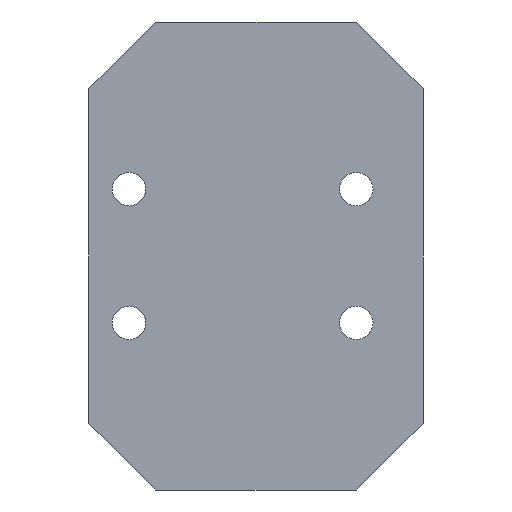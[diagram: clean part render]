
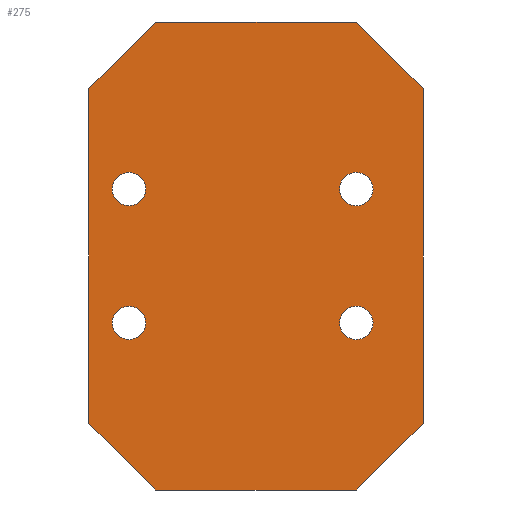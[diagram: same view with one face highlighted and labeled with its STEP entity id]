
A CAD part, front view. The second image highlights one B-rep face of the part: STEP entity #275.
In plain terms, the highlighted planar face has unit normal (0, -1, 0).
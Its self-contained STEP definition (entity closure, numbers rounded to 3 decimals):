
#4 = EDGE_CURVE ( 'NONE', #838, #974, #150, .T. ) ;
#21 = CARTESIAN_POINT ( 'NONE',  ( 15., 0., 35. ) ) ;
#42 = VECTOR ( 'NONE', #451, 1000. ) ;
#50 = DIRECTION ( 'NONE',  ( 0., 0., 1. ) ) ;
#60 = ORIENTED_EDGE ( 'NONE', *, *, #471, .F. ) ;
#65 = VERTEX_POINT ( 'NONE', #588 ) ;
#70 = CARTESIAN_POINT ( 'NONE',  ( -15., 0., 35. ) ) ;
#76 = DIRECTION ( 'NONE',  ( 0., 1., 0. ) ) ;
#87 = VERTEX_POINT ( 'NONE', #403 ) ;
#103 = EDGE_CURVE ( 'NONE', #456, #112, #416, .T. ) ;
#112 = VERTEX_POINT ( 'NONE', #1091 ) ;
#132 = DIRECTION ( 'NONE',  ( 0., 1., 0. ) ) ;
#134 = ORIENTED_EDGE ( 'NONE', *, *, #4, .T. ) ;
#148 = DIRECTION ( 'NONE',  ( 0., 0., 1. ) ) ;
#150 = CIRCLE ( 'NONE', #217, 2.5 ) ;
#153 = DIRECTION ( 'NONE',  ( 0., 0., 1. ) ) ;
#155 = CARTESIAN_POINT ( 'NONE',  ( -19., 0., 7.5 ) ) ;
#158 = CARTESIAN_POINT ( 'NONE',  ( 25., 0., 35. ) ) ;
#166 = ORIENTED_EDGE ( 'NONE', *, *, #1241, .T. ) ;
#180 = AXIS2_PLACEMENT_3D ( 'NONE', #845, #258, #260 ) ;
#186 = ORIENTED_EDGE ( 'NONE', *, *, #883, .F. ) ;
#205 = DIRECTION ( 'NONE',  ( 0., 0., 1. ) ) ;
#217 = AXIS2_PLACEMENT_3D ( 'NONE', #593, #696, #893 ) ;
#232 = DIRECTION ( 'NONE',  ( 0.707, 0., -0.707 ) ) ;
#234 = ORIENTED_EDGE ( 'NONE', *, *, #676, .F. ) ;
#248 = DIRECTION ( 'NONE',  ( 0., 1., 0. ) ) ;
#258 = DIRECTION ( 'NONE',  ( 0., 1., 0. ) ) ;
#260 = DIRECTION ( 'NONE',  ( 0., 0., 1. ) ) ;
#275 = ADVANCED_FACE ( 'NONE', ( #477, #906, #387, #554, #1040 ), #1117, .F. ) ;
#314 = VERTEX_POINT ( 'NONE', #751 ) ;
#325 = LINE ( 'NONE', #70, #976 ) ;
#328 = CARTESIAN_POINT ( 'NONE',  ( -19., 0., 10. ) ) ;
#334 = DIRECTION ( 'NONE',  ( 0., 0., 1. ) ) ;
#335 = AXIS2_PLACEMENT_3D ( 'NONE', #1104, #132, #148 ) ;
#349 = VERTEX_POINT ( 'NONE', #557 ) ;
#352 = LINE ( 'NONE', #1191, #1050 ) ;
#360 = EDGE_CURVE ( 'NONE', #112, #456, #537, .T. ) ;
#372 = VECTOR ( 'NONE', #674, 1000. ) ;
#387 = FACE_BOUND ( 'NONE', #1214, .T. ) ;
#403 = CARTESIAN_POINT ( 'NONE',  ( -19., 0., -12.5 ) ) ;
#411 = ORIENTED_EDGE ( 'NONE', *, *, #716, .T. ) ;
#416 = CIRCLE ( 'NONE', #858, 2.5 ) ;
#419 = VERTEX_POINT ( 'NONE', #1039 ) ;
#425 = ORIENTED_EDGE ( 'NONE', *, *, #1234, .T. ) ;
#428 = CARTESIAN_POINT ( 'NONE',  ( -19., 0., -7.5 ) ) ;
#451 = DIRECTION ( 'NONE',  ( 0., 0., -1. ) ) ;
#456 = VERTEX_POINT ( 'NONE', #959 ) ;
#461 = CIRCLE ( 'NONE', #180, 2.5 ) ;
#464 = EDGE_CURVE ( 'NONE', #935, #1229, #635, .T. ) ;
#471 = EDGE_CURVE ( 'NONE', #935, #314, #830, .T. ) ;
#477 = FACE_BOUND ( 'NONE', #651, .T. ) ;
#484 = CIRCLE ( 'NONE', #516, 2.5 ) ;
#515 = ORIENTED_EDGE ( 'NONE', *, *, #103, .T. ) ;
#516 = AXIS2_PLACEMENT_3D ( 'NONE', #1198, #531, #153 ) ;
#519 = CIRCLE ( 'NONE', #335, 2.5 ) ;
#520 = CARTESIAN_POINT ( 'NONE',  ( 25., 0., -25. ) ) ;
#531 = DIRECTION ( 'NONE',  ( 0., 1., 0. ) ) ;
#533 = CARTESIAN_POINT ( 'NONE',  ( 0., 0., 0. ) ) ;
#537 = CIRCLE ( 'NONE', #1029, 2.5 ) ;
#542 = ORIENTED_EDGE ( 'NONE', *, *, #931, .T. ) ;
#546 = CARTESIAN_POINT ( 'NONE',  ( -19., 0., 12.5 ) ) ;
#554 = FACE_BOUND ( 'NONE', #1101, .T. ) ;
#557 = CARTESIAN_POINT ( 'NONE',  ( 15., 0., -12.5 ) ) ;
#588 = CARTESIAN_POINT ( 'NONE',  ( -25., 0., 25. ) ) ;
#593 = CARTESIAN_POINT ( 'NONE',  ( -19., 0., 10. ) ) ;
#608 = CARTESIAN_POINT ( 'NONE',  ( 15., 0., -7.5 ) ) ;
#611 = CARTESIAN_POINT ( 'NONE',  ( 25., 0., 35. ) ) ;
#621 = ORIENTED_EDGE ( 'NONE', *, *, #1121, .F. ) ;
#635 = LINE ( 'NONE', #1259, #372 ) ;
#641 = CARTESIAN_POINT ( 'NONE',  ( 25., 0., 25. ) ) ;
#651 = EDGE_LOOP ( 'NONE', ( #515, #864 ) ) ;
#656 = VERTEX_POINT ( 'NONE', #21 ) ;
#662 = CARTESIAN_POINT ( 'NONE',  ( 15., 0., 10. ) ) ;
#674 = DIRECTION ( 'NONE',  ( 0.707, 0., 0.707 ) ) ;
#676 = EDGE_CURVE ( 'NONE', #1089, #656, #1207, .T. ) ;
#688 = CARTESIAN_POINT ( 'NONE',  ( -15., 0., 35. ) ) ;
#692 = ORIENTED_EDGE ( 'NONE', *, *, #1225, .T. ) ;
#696 = DIRECTION ( 'NONE',  ( 0., 1., 0. ) ) ;
#703 = CARTESIAN_POINT ( 'NONE',  ( 15., 0., 10. ) ) ;
#705 = DIRECTION ( 'NONE',  ( 0., 1., 0. ) ) ;
#708 = DIRECTION ( 'NONE',  ( 0., 0., 1. ) ) ;
#712 = ORIENTED_EDGE ( 'NONE', *, *, #1185, .T. ) ;
#716 = EDGE_CURVE ( 'NONE', #974, #838, #1222, .T. ) ;
#728 = CARTESIAN_POINT ( 'NONE',  ( -25., 0., -25. ) ) ;
#751 = CARTESIAN_POINT ( 'NONE',  ( -15., 0., -35. ) ) ;
#759 = CIRCLE ( 'NONE', #1194, 2.5 ) ;
#769 = CARTESIAN_POINT ( 'NONE',  ( 25., 0., -35. ) ) ;
#801 = CARTESIAN_POINT ( 'NONE',  ( -25., 0., 35. ) ) ;
#822 = DIRECTION ( 'NONE',  ( 0., 1., 0. ) ) ;
#830 = LINE ( 'NONE', #769, #1116 ) ;
#838 = VERTEX_POINT ( 'NONE', #546 ) ;
#845 = CARTESIAN_POINT ( 'NONE',  ( 15., 0., -10. ) ) ;
#850 = DIRECTION ( 'NONE',  ( 0., 0., 1. ) ) ;
#852 = DIRECTION ( 'NONE',  ( -0.707, 0., -0.707 ) ) ;
#857 = VECTOR ( 'NONE', #954, 1000. ) ;
#858 = AXIS2_PLACEMENT_3D ( 'NONE', #703, #921, #708 ) ;
#864 = ORIENTED_EDGE ( 'NONE', *, *, #360, .T. ) ;
#872 = AXIS2_PLACEMENT_3D ( 'NONE', #328, #705, #1016 ) ;
#874 = DIRECTION ( 'NONE',  ( -1., 0., 0. ) ) ;
#883 = EDGE_CURVE ( 'NONE', #419, #1229, #1081, .T. ) ;
#893 = DIRECTION ( 'NONE',  ( 0., 0., 1. ) ) ;
#906 = FACE_BOUND ( 'NONE', #957, .T. ) ;
#920 = CARTESIAN_POINT ( 'NONE',  ( -19., 0., -10. ) ) ;
#921 = DIRECTION ( 'NONE',  ( 0., 1., 0. ) ) ;
#929 = DIRECTION ( 'NONE',  ( 1., 0., 0. ) ) ;
#931 = EDGE_CURVE ( 'NONE', #349, #1078, #461, .T. ) ;
#935 = VERTEX_POINT ( 'NONE', #936 ) ;
#936 = CARTESIAN_POINT ( 'NONE',  ( 15., 0., -35. ) ) ;
#950 = VECTOR ( 'NONE', #205, 1000. ) ;
#954 = DIRECTION ( 'NONE',  ( -0.707, 0., 0.707 ) ) ;
#957 = EDGE_LOOP ( 'NONE', ( #692, #542 ) ) ;
#959 = CARTESIAN_POINT ( 'NONE',  ( 15., 0., 12.5 ) ) ;
#970 = VERTEX_POINT ( 'NONE', #728 ) ;
#974 = VERTEX_POINT ( 'NONE', #155 ) ;
#976 = VECTOR ( 'NONE', #852, 1000. ) ;
#1016 = DIRECTION ( 'NONE',  ( 0., 0., 1. ) ) ;
#1027 = EDGE_CURVE ( 'NONE', #419, #656, #1239, .T. ) ;
#1029 = AXIS2_PLACEMENT_3D ( 'NONE', #662, #76, #850 ) ;
#1039 = CARTESIAN_POINT ( 'NONE',  ( 25., 0., 25. ) ) ;
#1040 = FACE_OUTER_BOUND ( 'NONE', #1071, .T. ) ;
#1043 = ORIENTED_EDGE ( 'NONE', *, *, #464, .T. ) ;
#1049 = EDGE_CURVE ( 'NONE', #1089, #65, #325, .T. ) ;
#1050 = VECTOR ( 'NONE', #232, 1000. ) ;
#1071 = EDGE_LOOP ( 'NONE', ( #621, #712, #60, #1043, #186, #1148, #234, #1137 ) ) ;
#1078 = VERTEX_POINT ( 'NONE', #608 ) ;
#1081 = LINE ( 'NONE', #158, #42 ) ;
#1089 = VERTEX_POINT ( 'NONE', #688 ) ;
#1091 = CARTESIAN_POINT ( 'NONE',  ( 15., 0., 7.5 ) ) ;
#1101 = EDGE_LOOP ( 'NONE', ( #425, #166 ) ) ;
#1104 = CARTESIAN_POINT ( 'NONE',  ( 15., 0., -10. ) ) ;
#1116 = VECTOR ( 'NONE', #874, 1000. ) ;
#1117 = PLANE ( 'NONE',  #1123 ) ;
#1121 = EDGE_CURVE ( 'NONE', #970, #65, #1252, .T. ) ;
#1123 = AXIS2_PLACEMENT_3D ( 'NONE', #533, #822, #50 ) ;
#1127 = VECTOR ( 'NONE', #929, 1000. ) ;
#1137 = ORIENTED_EDGE ( 'NONE', *, *, #1049, .T. ) ;
#1148 = ORIENTED_EDGE ( 'NONE', *, *, #1027, .T. ) ;
#1185 = EDGE_CURVE ( 'NONE', #970, #314, #352, .T. ) ;
#1191 = CARTESIAN_POINT ( 'NONE',  ( -25., 0., -25. ) ) ;
#1194 = AXIS2_PLACEMENT_3D ( 'NONE', #920, #248, #334 ) ;
#1198 = CARTESIAN_POINT ( 'NONE',  ( -19., 0., -10. ) ) ;
#1204 = VERTEX_POINT ( 'NONE', #428 ) ;
#1207 = LINE ( 'NONE', #611, #1127 ) ;
#1214 = EDGE_LOOP ( 'NONE', ( #134, #411 ) ) ;
#1222 = CIRCLE ( 'NONE', #872, 2.5 ) ;
#1225 = EDGE_CURVE ( 'NONE', #1078, #349, #519, .T. ) ;
#1229 = VERTEX_POINT ( 'NONE', #520 ) ;
#1234 = EDGE_CURVE ( 'NONE', #1204, #87, #759, .T. ) ;
#1239 = LINE ( 'NONE', #641, #857 ) ;
#1241 = EDGE_CURVE ( 'NONE', #87, #1204, #484, .T. ) ;
#1252 = LINE ( 'NONE', #801, #950 ) ;
#1259 = CARTESIAN_POINT ( 'NONE',  ( 15., 0., -35. ) ) ;
